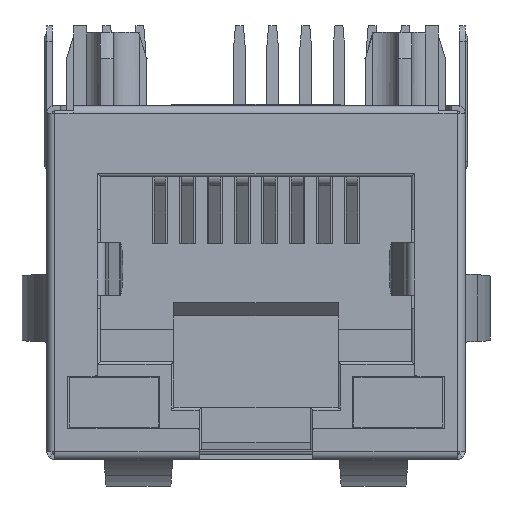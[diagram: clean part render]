
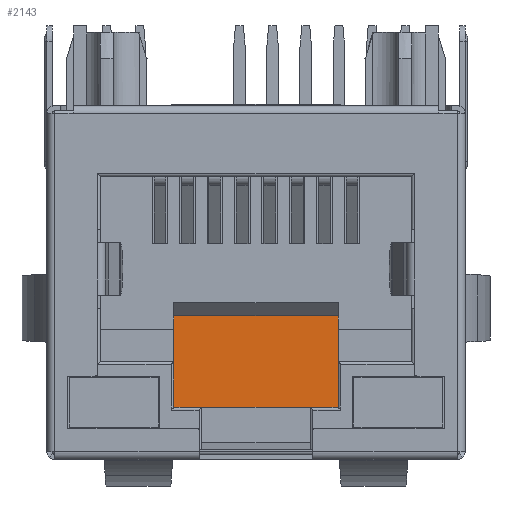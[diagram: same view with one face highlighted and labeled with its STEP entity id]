
A CAD part, front view. The second image highlights one B-rep face of the part: STEP entity #2143.
In plain terms, the highlighted planar face has unit normal (0, -1, 0).
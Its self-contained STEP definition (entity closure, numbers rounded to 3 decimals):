
#2143 = ADVANCED_FACE( '', ( #4427 ), #4428, .F. );
#4427 = FACE_OUTER_BOUND( '', #7029, .T. );
#4428 = PLANE( '', #7030 );
#7029 = EDGE_LOOP( '', ( #13645, #13646, #13647, #13648 ) );
#7030 = AXIS2_PLACEMENT_3D( '', #13649, #13650, #13651 );
#13645 = ORIENTED_EDGE( '', *, *, #15161, .F. );
#13646 = ORIENTED_EDGE( '', *, *, #16900, .F. );
#13647 = ORIENTED_EDGE( '', *, *, #14872, .F. );
#13648 = ORIENTED_EDGE( '', *, *, #16856, .F. );
#13649 = CARTESIAN_POINT( '', ( -5.96, 0.55, 4.075 ) );
#13650 = DIRECTION( '', ( 0., 1., 0. ) );
#13651 = DIRECTION( '', ( 0., 0., 1. ) );
#14872 = EDGE_CURVE( '', #17846, #17848, #17849, .T. );
#15161 = EDGE_CURVE( '', #18368, #18370, #18371, .T. );
#16856 = EDGE_CURVE( '', #18370, #17846, #20958, .T. );
#16900 = EDGE_CURVE( '', #17848, #18368, #21012, .T. );
#17846 = VERTEX_POINT( '', #22194 );
#17848 = VERTEX_POINT( '', #22197 );
#17849 = LINE( '', #22198, #22199 );
#18368 = VERTEX_POINT( '', #22960 );
#18370 = VERTEX_POINT( '', #22963 );
#18371 = LINE( '', #22964, #22965 );
#20958 = LINE( '', #27056, #27057 );
#21012 = LINE( '', #27139, #27140 );
#22194 = CARTESIAN_POINT( '', ( -3.145, 0.55, -4.775 ) );
#22197 = CARTESIAN_POINT( '', ( -3.145, 0.55, -1.275 ) );
#22198 = CARTESIAN_POINT( '', ( -3.145, 0.55, -4.775 ) );
#22199 = VECTOR( '', #28451, 1000. );
#22960 = CARTESIAN_POINT( '', ( 3.145, 0.55, -1.275 ) );
#22963 = CARTESIAN_POINT( '', ( 3.145, 0.55, -4.775 ) );
#22964 = CARTESIAN_POINT( '', ( 3.145, 0.55, -3.025 ) );
#22965 = VECTOR( '', #28809, 1000. );
#27056 = CARTESIAN_POINT( '', ( 3.145, 0.55, -4.775 ) );
#27057 = VECTOR( '', #30505, 1000. );
#27139 = CARTESIAN_POINT( '', ( -3.145, 0.55, -1.275 ) );
#27140 = VECTOR( '', #30538, 1000. );
#28451 = DIRECTION( '', ( 0., 0., 1. ) );
#28809 = DIRECTION( '', ( 0., 0., -1. ) );
#30505 = DIRECTION( '', ( -1., 0., 0. ) );
#30538 = DIRECTION( '', ( 1., 0., 0. ) );
